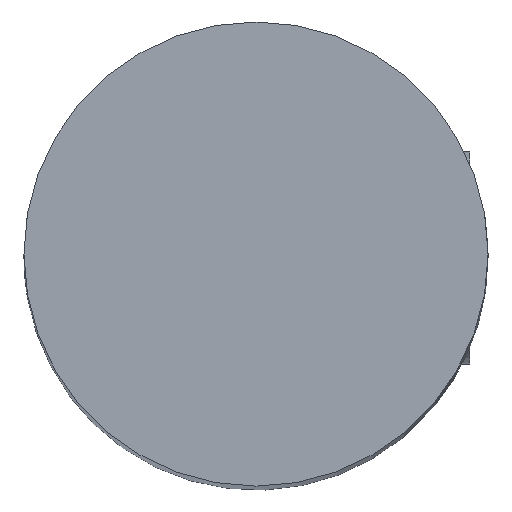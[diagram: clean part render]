
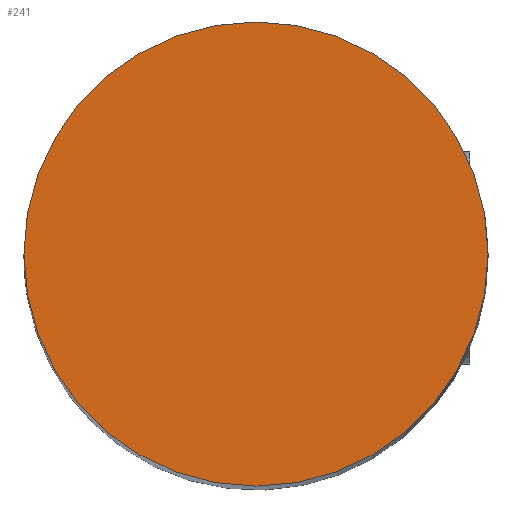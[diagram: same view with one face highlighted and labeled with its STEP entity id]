
A CAD part, top view. The second image highlights one B-rep face of the part: STEP entity #241.
In plain terms, the highlighted planar face has unit normal (0, 0, 1).
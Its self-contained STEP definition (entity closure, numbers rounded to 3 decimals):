
#241=ADVANCED_FACE('240[2]',(#484),#485,.F.);
#260=EDGE_CURVE('240[2]',#510,#510,#511,.F.);
#484=FACE_OUTER_BOUND('',#901,.T.);
#485=PLANE('',#902);
#510=VERTEX_POINT('',#943);
#511=CIRCLE('',#944,12.0);
#901=EDGE_LOOP('',(#1166));
#902=AXIS2_PLACEMENT_3D('',#1167,#1168,#1169);
#943=CARTESIAN_POINT('',(0.0,12.0,0.0));
#944=AXIS2_PLACEMENT_3D('',#1212,#1213,#1214);
#1166=ORIENTED_EDGE('',*,*,#260,.T.);
#1167=CARTESIAN_POINT('',(8.035,0.,0.0));
#1168=DIRECTION('',(0.,0.,-1.0));
#1169=DIRECTION('',(1.0,0.,0.));
#1212=CARTESIAN_POINT('',(0.0,0.0,0.0));
#1213=DIRECTION('',(0.,0.,-1.0));
#1214=DIRECTION('',(0.,-1.0,0.));
